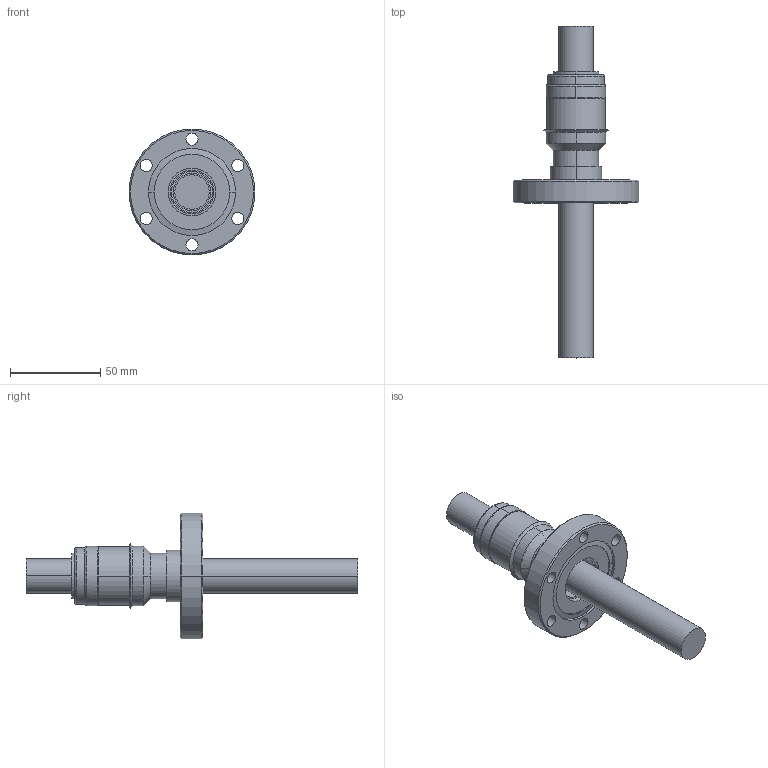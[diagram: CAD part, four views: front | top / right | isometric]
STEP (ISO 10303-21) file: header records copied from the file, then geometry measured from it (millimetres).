
FILE_DESCRIPTION (( 'STEP AP203' ), '1' );
FILE_NAME ('A0236-5-CF.STEP', '2013-06-03T13:08:29', ( '' ), ( '' ), 'SwSTEP 2.0', 'SolidWorks 2012', '' );
FILE_SCHEMA (( 'CONFIG_CONTROL_DESIGN' ));
Length unit declared in the file: inch
Products named in the file (1): A0236-5-CF
Bounding box: 69.85 x 184.15 x 69.85 mm (x, y, z)
Volume: 106827.8 mm3; surface area: 35867 mm2
Topology: 1 solids, 1 shells, 96 faces, 216 edges, 134 vertices
Faces by surface type: cylinder 52, cone 24, plane 14, bspline 6
Entity records: 3081 total; most frequent: CARTESIAN_POINT 751, DIRECTION 526, ORIENTED_EDGE 432, AXIS2_PLACEMENT_3D 225, EDGE_CURVE 216, CIRCLE 134, VERTEX_POINT 134, EDGE_LOOP 120
